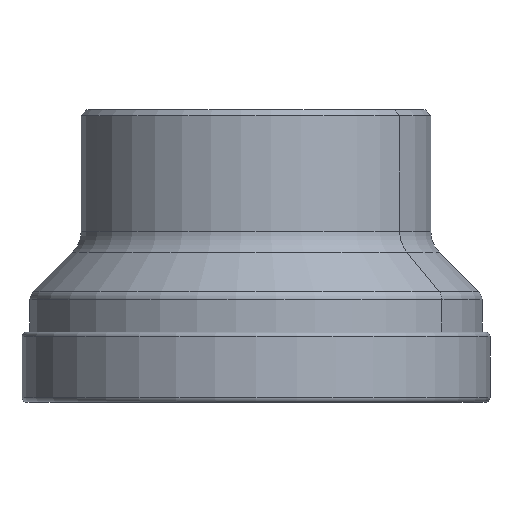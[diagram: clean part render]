
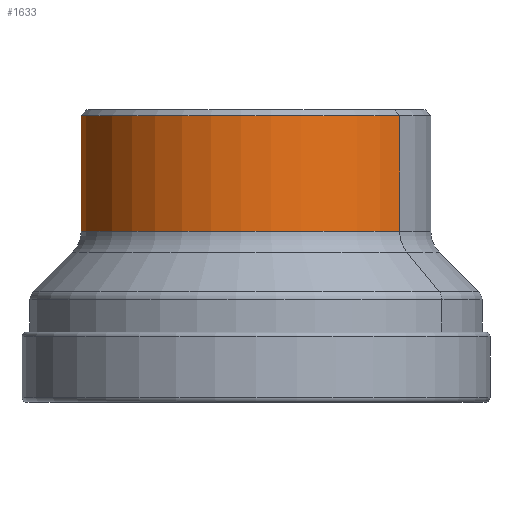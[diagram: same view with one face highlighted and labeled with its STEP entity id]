
A CAD part, left-side view. The second image highlights one B-rep face of the part: STEP entity #1633.
In plain terms, the highlighted cylindrical face has radius 30 mm (diameter 60 mm), a partial arc.
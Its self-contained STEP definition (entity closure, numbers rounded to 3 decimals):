
#456=DIRECTION('',(0.,0.,1.));
#457=VECTOR('',#456,19.801);
#458=CARTESIAN_POINT('',(17.207,24.575,-20.801));
#459=LINE('',#458,#457);
#463=DIRECTION('',(0.,0.,1.));
#464=VECTOR('',#463,19.801);
#465=CARTESIAN_POINT('',(-17.207,-24.575,
-20.801));
#466=LINE('',#465,#464);
#470=CARTESIAN_POINT('',(0.,0.,-20.801));
#471=DIRECTION('',(0.,0.,1.));
#472=DIRECTION('',(0.574,0.819,0.));
#473=AXIS2_PLACEMENT_3D('',#470,#471,#472);
#492=CARTESIAN_POINT('',(0.,0.,-1.));
#493=DIRECTION('',(0.,0.,1.));
#494=DIRECTION('',(0.574,0.819,0.));
#495=AXIS2_PLACEMENT_3D('',#492,#493,#494);
#976=CARTESIAN_POINT('',(17.207,24.575,-20.801));
#977=VERTEX_POINT('',#976);
#978=CARTESIAN_POINT('',(17.207,24.575,-1.));
#979=VERTEX_POINT('',#978);
#1024=CARTESIAN_POINT('',(-17.207,-24.575,
-20.801));
#1025=VERTEX_POINT('',#1024);
#1026=CARTESIAN_POINT('',(-17.207,-24.575,-1.));
#1027=VERTEX_POINT('',#1026);
#1621=CARTESIAN_POINT('',(0.,0.,145.082));
#1622=DIRECTION('',(0.,0.,-1.));
#1623=DIRECTION('',(-0.574,-0.819,0.));
#1624=AXIS2_PLACEMENT_3D('',#1621,#1622,#1623);
#1625=CYLINDRICAL_SURFACE('',#1624,30.);
#1626=ORIENTED_EDGE('',*,*,#1611,.T.);
#1628=ORIENTED_EDGE('',*,*,#1627,.T.);
#1629=ORIENTED_EDGE('',*,*,#1614,.F.);
#1630=ORIENTED_EDGE('',*,*,#1585,.F.);
#1631=EDGE_LOOP('',(#1626,#1628,#1629,#1630));
#1632=FACE_OUTER_BOUND('',#1631,.F.);
#474=CIRCLE('',#473,30.);
#496=CIRCLE('',#495,30.);
#1585=EDGE_CURVE('',#977,#1025,#474,.T.);
#1611=EDGE_CURVE('',#977,#979,#459,.T.);
#1614=EDGE_CURVE('',#1025,#1027,#466,.T.);
#1627=EDGE_CURVE('',#979,#1027,#496,.T.);
#1633=ADVANCED_FACE('',(#1632),#1625,.T.);
